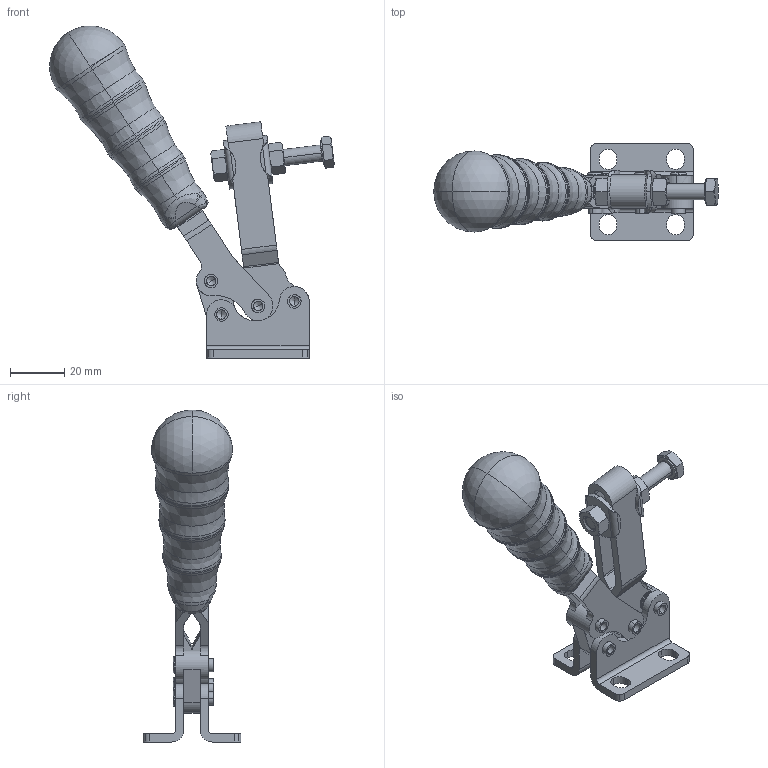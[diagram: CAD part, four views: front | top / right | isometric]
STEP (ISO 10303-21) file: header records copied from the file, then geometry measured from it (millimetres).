
FILE_DESCRIPTION((''),'2;1');
FILE_NAME('122.0-opened.stp','2005-09-27T15:19:26',('Kysilko'),(''),'Autodesk Inventor 8','Autodesk Inventor 8','');
FILE_SCHEMA(('AUTOMOTIVE_DESIGN { 1 0 10303 214 1 1 1 1 }'));
Length unit declared in the file: millimetre
Products named in the file (1): Part10
Bounding box: 105.32 x 36.21 x 122.86 mm (x, y, z)
Volume: 55532.2 mm3; surface area: 23620 mm2
Topology: 1 solids, 4 shells, 1105 faces, 3619 edges, 2169 vertices
Faces by surface type: plane 390, cone 360, cylinder 189, bspline 148, sphere 10, torus 8
Entity records: 47497 total; most frequent: CARTESIAN_POINT 16860, ORIENTED_EDGE 7204, DIRECTION 6254, EDGE_CURVE 3602, AXIS2_PLACEMENT_3D 2400, VERTEX_POINT 2169, VECTOR 1454, LINE 1454
